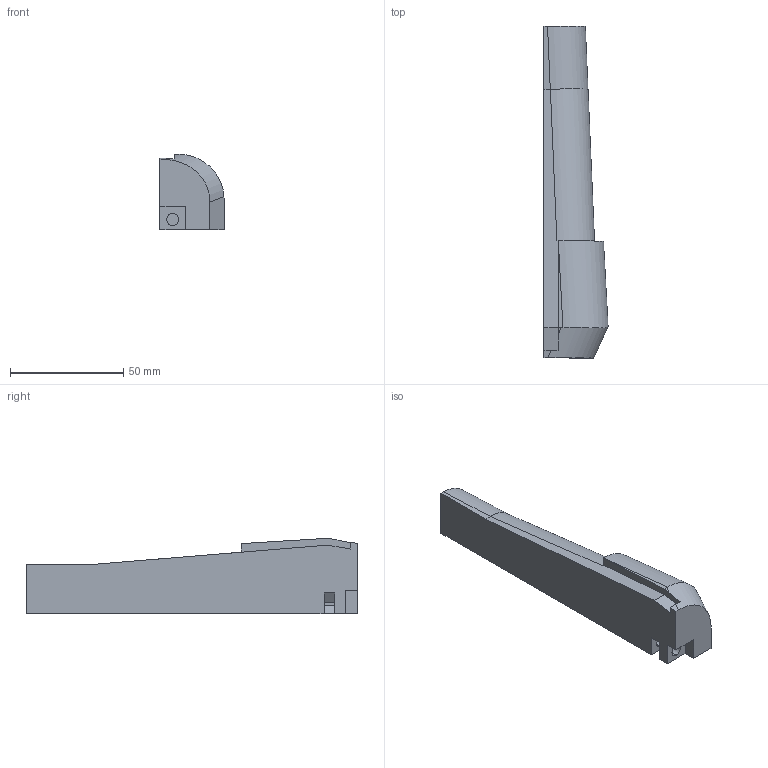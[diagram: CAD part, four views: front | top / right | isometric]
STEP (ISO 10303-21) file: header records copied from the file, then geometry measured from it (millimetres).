
FILE_DESCRIPTION (( 'STEP AP214' ), '1' );
FILE_NAME ('body-left-front.STEP', '2024-05-02T09:02:37', ( '' ), ( '' ), 'SwSTEP 2.0', 'SolidWorks 2023', '' );
FILE_SCHEMA (( 'AUTOMOTIVE_DESIGN' ));
Length unit declared in the file: millimetre
Products named in the file (1): body-left-front
Bounding box: 28.33 x 146.67 x 33.33 mm (x, y, z)
Volume: 75629.8 mm3; surface area: 15554.3 mm2
Topology: 1 solids, 1 shells, 44 faces, 117 edges, 78 vertices
Faces by surface type: plane 32, cylinder 12
Entity records: 1436 total; most frequent: CARTESIAN_POINT 330, ORIENTED_EDGE 234, DIRECTION 210, EDGE_CURVE 117, VECTOR 88, LINE 88, VERTEX_POINT 78, AXIS2_PLACEMENT_3D 61
